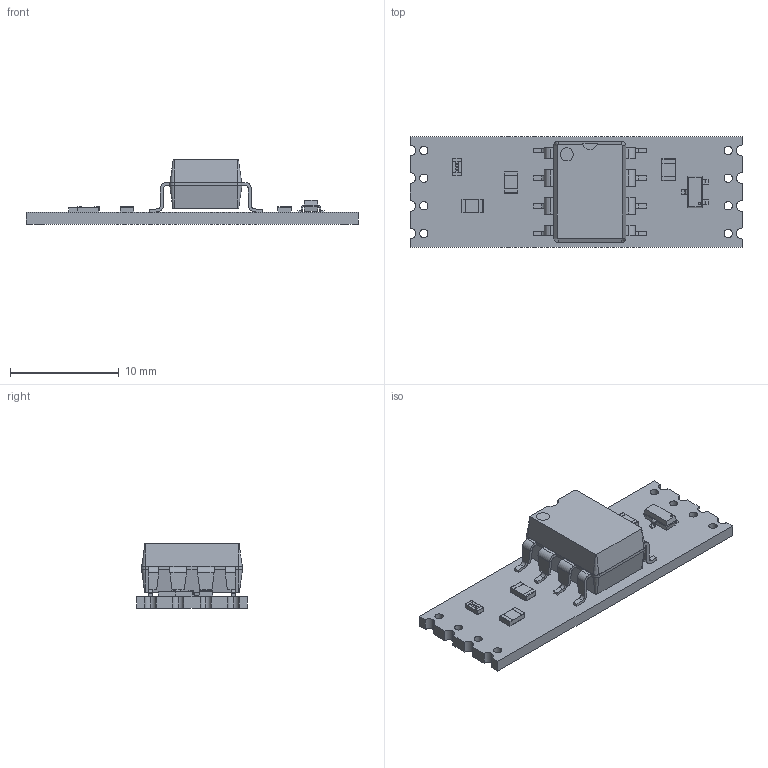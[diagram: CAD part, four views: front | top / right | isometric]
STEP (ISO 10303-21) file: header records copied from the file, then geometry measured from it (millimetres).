
FILE_DESCRIPTION(('Open CASCADE Model'),'2;1');
FILE_NAME('Open CASCADE Shape Model','2021-09-30T18:19:01',('Author'),( 'Open CASCADE'),'Open CASCADE STEP processor 6.8','Open CASCADE 6.8' ,'Unknown');
FILE_SCHEMA(('AUTOMOTIVE_DESIGN { 1 0 10303 214 1 1 1 1 }'));
Length unit declared in the file: millimetre
Products named in the file (14): PCB; Board; Open CASCADE STEP translator 6.8 1.1.1; Open CASCADE STEP translator 6.8 1.1.1.1; C2; 0805resist; C1; R2; R0603; R1; ISO1; SOP-8_ISO1050DUB; D1; 6374388432
Assembly tree (15 placements, depth 4):
  PCB
    Board
      Open CASCADE STEP translator 6.8 1.1.1
        Open CASCADE STEP translator 6.8 1.1.1.1
    C2
      0805resist
    C1
      0805resist
    R2
      R0603
    R1
      0805resist
    ISO1
      SOP-8_ISO1050DUB
    D1
      6374388432
Bounding box: 30.48 x 10.16 x 5.94 mm (x, y, z)
Volume: 599.8 mm3; surface area: 1097.9 mm2
Topology: 23 solids, 23 shells, 534 faces, 1373 edges, 886 vertices
Faces by surface type: plane 372, cylinder 134, bspline 12, sphere 8, cone 8
Full cylindrical faces by diameter (mm): 0.762 x8
Entity records: 13731 total; most frequent: CARTESIAN_POINT 2621, ORIENTED_EDGE 2202, DIRECTION 2171, EDGE_CURVE 1101, LINE 851, VECTOR 851, VERTEX_POINT 710, AXIS2_PLACEMENT_3D 660
